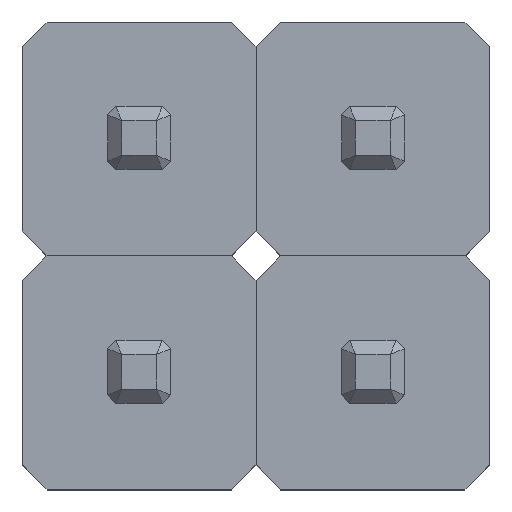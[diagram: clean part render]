
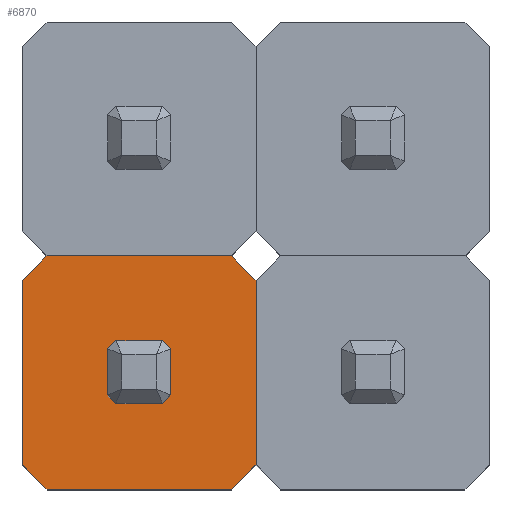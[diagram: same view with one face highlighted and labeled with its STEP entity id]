
A CAD part, top view. The second image highlights one B-rep face of the part: STEP entity #6870.
In plain terms, the highlighted planar face has unit normal (0, 0, 1).
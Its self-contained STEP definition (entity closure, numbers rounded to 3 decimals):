
#6209 = PLANE('',#6210);
#6210 = AXIS2_PLACEMENT_3D('',#6211,#6212,#6213);
#6211 = CARTESIAN_POINT('',(-2.54,-2.27,0.54));
#6212 = DIRECTION('',(-1.,0.,0.));
#6213 = DIRECTION('',(0.,1.,0.));
#6263 = PLANE('',#6264);
#6264 = AXIS2_PLACEMENT_3D('',#6265,#6266,#6267);
#6265 = CARTESIAN_POINT('',(0.,-0.27,0.54));
#6266 = DIRECTION('',(1.,0.,0.));
#6267 = DIRECTION('',(0.,-1.,0.));
#6366 = PLANE('',#6367);
#6367 = AXIS2_PLACEMENT_3D('',#6368,#6369,#6370);
#6368 = CARTESIAN_POINT('',(-2.54,-0.27,0.54));
#6369 = DIRECTION('',(-0.707,0.707,0.));
#6370 = DIRECTION('',(0.707,0.707,0.));
#6394 = PLANE('',#6395);
#6395 = AXIS2_PLACEMENT_3D('',#6396,#6397,#6398);
#6396 = CARTESIAN_POINT('',(-2.27,0.,0.54));
#6397 = DIRECTION('',(0.,1.,0.));
#6398 = DIRECTION('',(1.,0.,0.));
#6420 = PLANE('',#6421);
#6421 = AXIS2_PLACEMENT_3D('',#6422,#6423,#6424);
#6422 = CARTESIAN_POINT('',(-0.27,0.,0.54));
#6423 = DIRECTION('',(0.707,0.707,0.));
#6424 = DIRECTION('',(0.707,-0.707,0.));
#6468 = VERTEX_POINT('',#6469);
#6469 = CARTESIAN_POINT('',(-2.54,-2.27,2.54));
#6483 = PLANE('',#6484);
#6484 = AXIS2_PLACEMENT_3D('',#6485,#6486,#6487);
#6485 = CARTESIAN_POINT('',(-2.27,-2.54,0.54));
#6486 = DIRECTION('',(-0.707,-0.707,0.));
#6487 = DIRECTION('',(-0.707,0.707,0.));
#6495 = EDGE_CURVE('',#6468,#6496,#6498,.T.);
#6496 = VERTEX_POINT('',#6497);
#6497 = CARTESIAN_POINT('',(-2.54,-0.27,2.54));
#6498 = SURFACE_CURVE('',#6499,(#6503,#6510),.PCURVE_S1.);
#6499 = LINE('',#6500,#6501);
#6500 = CARTESIAN_POINT('',(-2.54,-2.27,2.54));
#6501 = VECTOR('',#6502,1.);
#6502 = DIRECTION('',(0.,1.,0.));
#6503 = PCURVE('',#6209,#6504);
#6504 = DEFINITIONAL_REPRESENTATION('',(#6505),#6509);
#6505 = LINE('',#6506,#6507);
#6506 = CARTESIAN_POINT('',(0.,-2.));
#6507 = VECTOR('',#6508,1.);
#6508 = DIRECTION('',(1.,0.));
#6509 = ( GEOMETRIC_REPRESENTATION_CONTEXT(2) 
PARAMETRIC_REPRESENTATION_CONTEXT() REPRESENTATION_CONTEXT('2D SPACE',''
  ) );
#6510 = PCURVE('',#6511,#6516);
#6511 = PLANE('',#6512);
#6512 = AXIS2_PLACEMENT_3D('',#6513,#6514,#6515);
#6513 = CARTESIAN_POINT('',(-1.27,-1.27,2.54));
#6514 = DIRECTION('',(0.,0.,-1.));
#6515 = DIRECTION('',(-1.,0.,0.));
#6516 = DEFINITIONAL_REPRESENTATION('',(#6517),#6521);
#6517 = LINE('',#6518,#6519);
#6518 = CARTESIAN_POINT('',(1.27,-1.));
#6519 = VECTOR('',#6520,1.);
#6520 = DIRECTION('',(0.,1.));
#6521 = ( GEOMETRIC_REPRESENTATION_CONTEXT(2) 
PARAMETRIC_REPRESENTATION_CONTEXT() REPRESENTATION_CONTEXT('2D SPACE',''
  ) );
#6549 = VERTEX_POINT('',#6550);
#6550 = CARTESIAN_POINT('',(0.,-0.27,2.54));
#6571 = EDGE_CURVE('',#6549,#6572,#6574,.T.);
#6572 = VERTEX_POINT('',#6573);
#6573 = CARTESIAN_POINT('',(0.,-2.27,2.54));
#6574 = SURFACE_CURVE('',#6575,(#6579,#6586),.PCURVE_S1.);
#6575 = LINE('',#6576,#6577);
#6576 = CARTESIAN_POINT('',(0.,-0.27,2.54));
#6577 = VECTOR('',#6578,1.);
#6578 = DIRECTION('',(0.,-1.,0.));
#6579 = PCURVE('',#6263,#6580);
#6580 = DEFINITIONAL_REPRESENTATION('',(#6581),#6585);
#6581 = LINE('',#6582,#6583);
#6582 = CARTESIAN_POINT('',(0.,-2.));
#6583 = VECTOR('',#6584,1.);
#6584 = DIRECTION('',(1.,0.));
#6585 = ( GEOMETRIC_REPRESENTATION_CONTEXT(2) 
PARAMETRIC_REPRESENTATION_CONTEXT() REPRESENTATION_CONTEXT('2D SPACE',''
  ) );
#6586 = PCURVE('',#6511,#6587);
#6587 = DEFINITIONAL_REPRESENTATION('',(#6588),#6592);
#6588 = LINE('',#6589,#6590);
#6589 = CARTESIAN_POINT('',(-1.27,1.));
#6590 = VECTOR('',#6591,1.);
#6591 = DIRECTION('',(-0.,-1.));
#6592 = ( GEOMETRIC_REPRESENTATION_CONTEXT(2) 
PARAMETRIC_REPRESENTATION_CONTEXT() REPRESENTATION_CONTEXT('2D SPACE',''
  ) );
#6608 = PLANE('',#6609);
#6609 = AXIS2_PLACEMENT_3D('',#6610,#6611,#6612);
#6610 = CARTESIAN_POINT('',(0.,-2.27,0.54));
#6611 = DIRECTION('',(0.707,-0.707,0.));
#6612 = DIRECTION('',(-0.707,-0.707,0.));
#6625 = VERTEX_POINT('',#6626);
#6626 = CARTESIAN_POINT('',(-0.27,0.,2.54));
#6647 = EDGE_CURVE('',#6625,#6549,#6648,.T.);
#6648 = SURFACE_CURVE('',#6649,(#6653,#6660),.PCURVE_S1.);
#6649 = LINE('',#6650,#6651);
#6650 = CARTESIAN_POINT('',(-0.27,0.,2.54));
#6651 = VECTOR('',#6652,1.);
#6652 = DIRECTION('',(0.707,-0.707,0.));
#6653 = PCURVE('',#6420,#6654);
#6654 = DEFINITIONAL_REPRESENTATION('',(#6655),#6659);
#6655 = LINE('',#6656,#6657);
#6656 = CARTESIAN_POINT('',(0.,-2.));
#6657 = VECTOR('',#6658,1.);
#6658 = DIRECTION('',(1.,0.));
#6659 = ( GEOMETRIC_REPRESENTATION_CONTEXT(2) 
PARAMETRIC_REPRESENTATION_CONTEXT() REPRESENTATION_CONTEXT('2D SPACE',''
  ) );
#6660 = PCURVE('',#6511,#6661);
#6661 = DEFINITIONAL_REPRESENTATION('',(#6662),#6666);
#6662 = LINE('',#6663,#6664);
#6663 = CARTESIAN_POINT('',(-1.,1.27));
#6664 = VECTOR('',#6665,1.);
#6665 = DIRECTION('',(-0.707,-0.707));
#6666 = ( GEOMETRIC_REPRESENTATION_CONTEXT(2) 
PARAMETRIC_REPRESENTATION_CONTEXT() REPRESENTATION_CONTEXT('2D SPACE',''
  ) );
#6674 = VERTEX_POINT('',#6675);
#6675 = CARTESIAN_POINT('',(-2.27,0.,2.54));
#6696 = EDGE_CURVE('',#6674,#6625,#6697,.T.);
#6697 = SURFACE_CURVE('',#6698,(#6702,#6709),.PCURVE_S1.);
#6698 = LINE('',#6699,#6700);
#6699 = CARTESIAN_POINT('',(-2.27,0.,2.54));
#6700 = VECTOR('',#6701,1.);
#6701 = DIRECTION('',(1.,0.,0.));
#6702 = PCURVE('',#6394,#6703);
#6703 = DEFINITIONAL_REPRESENTATION('',(#6704),#6708);
#6704 = LINE('',#6705,#6706);
#6705 = CARTESIAN_POINT('',(0.,-2.));
#6706 = VECTOR('',#6707,1.);
#6707 = DIRECTION('',(1.,0.));
#6708 = ( GEOMETRIC_REPRESENTATION_CONTEXT(2) 
PARAMETRIC_REPRESENTATION_CONTEXT() REPRESENTATION_CONTEXT('2D SPACE',''
  ) );
#6709 = PCURVE('',#6511,#6710);
#6710 = DEFINITIONAL_REPRESENTATION('',(#6711),#6715);
#6711 = LINE('',#6712,#6713);
#6712 = CARTESIAN_POINT('',(1.,1.27));
#6713 = VECTOR('',#6714,1.);
#6714 = DIRECTION('',(-1.,0.));
#6715 = ( GEOMETRIC_REPRESENTATION_CONTEXT(2) 
PARAMETRIC_REPRESENTATION_CONTEXT() REPRESENTATION_CONTEXT('2D SPACE',''
  ) );
#6723 = EDGE_CURVE('',#6496,#6674,#6724,.T.);
#6724 = SURFACE_CURVE('',#6725,(#6729,#6736),.PCURVE_S1.);
#6725 = LINE('',#6726,#6727);
#6726 = CARTESIAN_POINT('',(-2.54,-0.27,2.54));
#6727 = VECTOR('',#6728,1.);
#6728 = DIRECTION('',(0.707,0.707,0.));
#6729 = PCURVE('',#6366,#6730);
#6730 = DEFINITIONAL_REPRESENTATION('',(#6731),#6735);
#6731 = LINE('',#6732,#6733);
#6732 = CARTESIAN_POINT('',(0.,-2.));
#6733 = VECTOR('',#6734,1.);
#6734 = DIRECTION('',(1.,0.));
#6735 = ( GEOMETRIC_REPRESENTATION_CONTEXT(2) 
PARAMETRIC_REPRESENTATION_CONTEXT() REPRESENTATION_CONTEXT('2D SPACE',''
  ) );
#6736 = PCURVE('',#6511,#6737);
#6737 = DEFINITIONAL_REPRESENTATION('',(#6738),#6742);
#6738 = LINE('',#6739,#6740);
#6739 = CARTESIAN_POINT('',(1.27,1.));
#6740 = VECTOR('',#6741,1.);
#6741 = DIRECTION('',(-0.707,0.707));
#6742 = ( GEOMETRIC_REPRESENTATION_CONTEXT(2) 
PARAMETRIC_REPRESENTATION_CONTEXT() REPRESENTATION_CONTEXT('2D SPACE',''
  ) );
#6810 = PLANE('',#6811);
#6811 = AXIS2_PLACEMENT_3D('',#6812,#6813,#6814);
#6812 = CARTESIAN_POINT('',(-0.27,-2.54,0.54));
#6813 = DIRECTION('',(0.,-1.,0.));
#6814 = DIRECTION('',(-1.,0.,0.));
#6826 = VERTEX_POINT('',#6827);
#6827 = CARTESIAN_POINT('',(-2.27,-2.54,2.54));
#6848 = EDGE_CURVE('',#6826,#6468,#6849,.T.);
#6849 = SURFACE_CURVE('',#6850,(#6854,#6861),.PCURVE_S1.);
#6850 = LINE('',#6851,#6852);
#6851 = CARTESIAN_POINT('',(-2.27,-2.54,2.54));
#6852 = VECTOR('',#6853,1.);
#6853 = DIRECTION('',(-0.707,0.707,0.));
#6854 = PCURVE('',#6483,#6855);
#6855 = DEFINITIONAL_REPRESENTATION('',(#6856),#6860);
#6856 = LINE('',#6857,#6858);
#6857 = CARTESIAN_POINT('',(0.,-2.));
#6858 = VECTOR('',#6859,1.);
#6859 = DIRECTION('',(1.,0.));
#6860 = ( GEOMETRIC_REPRESENTATION_CONTEXT(2) 
PARAMETRIC_REPRESENTATION_CONTEXT() REPRESENTATION_CONTEXT('2D SPACE',''
  ) );
#6861 = PCURVE('',#6511,#6862);
#6862 = DEFINITIONAL_REPRESENTATION('',(#6863),#6867);
#6863 = LINE('',#6864,#6865);
#6864 = CARTESIAN_POINT('',(1.,-1.27));
#6865 = VECTOR('',#6866,1.);
#6866 = DIRECTION('',(0.707,0.707));
#6867 = ( GEOMETRIC_REPRESENTATION_CONTEXT(2) 
PARAMETRIC_REPRESENTATION_CONTEXT() REPRESENTATION_CONTEXT('2D SPACE',''
  ) );
#6870 = ADVANCED_FACE('',(#6871),#6511,.F.);
#6871 = FACE_BOUND('',#6872,.F.);
#6872 = EDGE_LOOP('',(#6873,#6874,#6875,#6876,#6877,#6878,#6901,#6922));
#6873 = ORIENTED_EDGE('',*,*,#6495,.T.);
#6874 = ORIENTED_EDGE('',*,*,#6723,.T.);
#6875 = ORIENTED_EDGE('',*,*,#6696,.T.);
#6876 = ORIENTED_EDGE('',*,*,#6647,.T.);
#6877 = ORIENTED_EDGE('',*,*,#6571,.T.);
#6878 = ORIENTED_EDGE('',*,*,#6879,.T.);
#6879 = EDGE_CURVE('',#6572,#6880,#6882,.T.);
#6880 = VERTEX_POINT('',#6881);
#6881 = CARTESIAN_POINT('',(-0.27,-2.54,2.54));
#6882 = SURFACE_CURVE('',#6883,(#6887,#6894),.PCURVE_S1.);
#6883 = LINE('',#6884,#6885);
#6884 = CARTESIAN_POINT('',(0.,-2.27,2.54));
#6885 = VECTOR('',#6886,1.);
#6886 = DIRECTION('',(-0.707,-0.707,0.));
#6887 = PCURVE('',#6511,#6888);
#6888 = DEFINITIONAL_REPRESENTATION('',(#6889),#6893);
#6889 = LINE('',#6890,#6891);
#6890 = CARTESIAN_POINT('',(-1.27,-1.));
#6891 = VECTOR('',#6892,1.);
#6892 = DIRECTION('',(0.707,-0.707));
#6893 = ( GEOMETRIC_REPRESENTATION_CONTEXT(2) 
PARAMETRIC_REPRESENTATION_CONTEXT() REPRESENTATION_CONTEXT('2D SPACE',''
  ) );
#6894 = PCURVE('',#6608,#6895);
#6895 = DEFINITIONAL_REPRESENTATION('',(#6896),#6900);
#6896 = LINE('',#6897,#6898);
#6897 = CARTESIAN_POINT('',(0.,-2.));
#6898 = VECTOR('',#6899,1.);
#6899 = DIRECTION('',(1.,0.));
#6900 = ( GEOMETRIC_REPRESENTATION_CONTEXT(2) 
PARAMETRIC_REPRESENTATION_CONTEXT() REPRESENTATION_CONTEXT('2D SPACE',''
  ) );
#6901 = ORIENTED_EDGE('',*,*,#6902,.T.);
#6902 = EDGE_CURVE('',#6880,#6826,#6903,.T.);
#6903 = SURFACE_CURVE('',#6904,(#6908,#6915),.PCURVE_S1.);
#6904 = LINE('',#6905,#6906);
#6905 = CARTESIAN_POINT('',(-0.27,-2.54,2.54));
#6906 = VECTOR('',#6907,1.);
#6907 = DIRECTION('',(-1.,0.,0.));
#6908 = PCURVE('',#6511,#6909);
#6909 = DEFINITIONAL_REPRESENTATION('',(#6910),#6914);
#6910 = LINE('',#6911,#6912);
#6911 = CARTESIAN_POINT('',(-1.,-1.27));
#6912 = VECTOR('',#6913,1.);
#6913 = DIRECTION('',(1.,0.));
#6914 = ( GEOMETRIC_REPRESENTATION_CONTEXT(2) 
PARAMETRIC_REPRESENTATION_CONTEXT() REPRESENTATION_CONTEXT('2D SPACE',''
  ) );
#6915 = PCURVE('',#6810,#6916);
#6916 = DEFINITIONAL_REPRESENTATION('',(#6917),#6921);
#6917 = LINE('',#6918,#6919);
#6918 = CARTESIAN_POINT('',(0.,-2.));
#6919 = VECTOR('',#6920,1.);
#6920 = DIRECTION('',(1.,0.));
#6921 = ( GEOMETRIC_REPRESENTATION_CONTEXT(2) 
PARAMETRIC_REPRESENTATION_CONTEXT() REPRESENTATION_CONTEXT('2D SPACE',''
  ) );
#6922 = ORIENTED_EDGE('',*,*,#6848,.T.);
